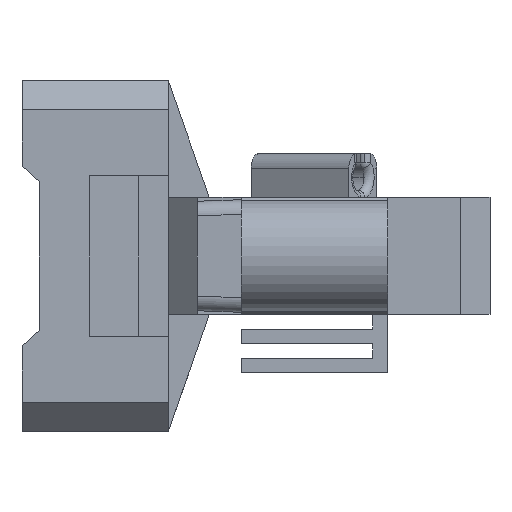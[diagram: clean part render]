
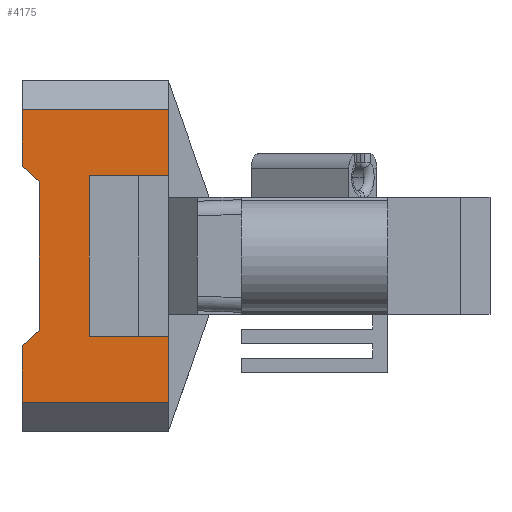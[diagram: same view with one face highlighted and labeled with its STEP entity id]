
A CAD part, left-side view. The second image highlights one B-rep face of the part: STEP entity #4175.
In plain terms, the highlighted planar face has unit normal (-1, 0, 0).
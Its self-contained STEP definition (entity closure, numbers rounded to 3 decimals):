
#68 = VERTEX_POINT ( 'NONE', #1786 ) ;
#106 = CARTESIAN_POINT ( 'NONE',  ( 33.004, 15.598, -2.469 ) ) ;
#109 = CARTESIAN_POINT ( 'NONE',  ( 33.004, 25., 0. ) ) ;
#188 = CARTESIAN_POINT ( 'NONE',  ( 33.004, 17., -5.5 ) ) ;
#269 = VECTOR ( 'NONE', #2235, 1000. ) ;
#287 = LINE ( 'NONE', #3950, #1274 ) ;
#301 = LINE ( 'NONE', #322, #2966 ) ;
#315 = EDGE_CURVE ( 'NONE', #2117, #3553, #4354, .T. ) ;
#322 = CARTESIAN_POINT ( 'NONE',  ( 33.004, 20.412, -4. ) ) ;
#362 = CARTESIAN_POINT ( 'NONE',  ( 33.004, 25., -6.14 ) ) ;
#422 = EDGE_CURVE ( 'NONE', #4661, #2309, #2033, .T. ) ;
#501 = CARTESIAN_POINT ( 'NONE',  ( 33.004, 19.583, -1.179 ) ) ;
#512 = CARTESIAN_POINT ( 'NONE',  ( 33.004, 17., 5.5 ) ) ;
#540 = DIRECTION ( 'NONE',  ( 0., 0., 1. ) ) ;
#757 = LINE ( 'NONE', #106, #2889 ) ;
#768 = ORIENTED_EDGE ( 'NONE', *, *, #2741, .F. ) ;
#795 = CARTESIAN_POINT ( 'NONE',  ( 33.004, 20.412, 5.5 ) ) ;
#1043 = LINE ( 'NONE', #3715, #4973 ) ;
#1081 = LINE ( 'NONE', #4169, #269 ) ;
#1201 = AXIS2_PLACEMENT_3D ( 'NONE', #4351, #3083, #2353 ) ;
#1250 = ORIENTED_EDGE ( 'NONE', *, *, #4132, .T. ) ;
#1273 = DIRECTION ( 'NONE',  ( 0., 0.737, -0.675 ) ) ;
#1274 = VECTOR ( 'NONE', #4502, 1000. ) ;
#1327 = CARTESIAN_POINT ( 'NONE',  ( 33.004, 25., -10. ) ) ;
#1390 = CARTESIAN_POINT ( 'NONE',  ( 33.004, 23.835, -5.073 ) ) ;
#1489 = CARTESIAN_POINT ( 'NONE',  ( 33.004, 20.412, -5.5 ) ) ;
#1548 = FACE_OUTER_BOUND ( 'NONE', #4505, .T. ) ;
#1675 = LINE ( 'NONE', #501, #4240 ) ;
#1676 = VECTOR ( 'NONE', #3297, 1000. ) ;
#1718 = DIRECTION ( 'NONE',  ( 0., 0., -1. ) ) ;
#1764 = CARTESIAN_POINT ( 'NONE',  ( 33.004, 15., -4. ) ) ;
#1784 = VERTEX_POINT ( 'NONE', #4097 ) ;
#1786 = CARTESIAN_POINT ( 'NONE',  ( 33.004, 15., 10. ) ) ;
#1927 = VECTOR ( 'NONE', #2565, 1000. ) ;
#1949 = PLANE ( 'NONE',  #1201 ) ;
#1974 = ORIENTED_EDGE ( 'NONE', *, *, #315, .F. ) ;
#2033 = LINE ( 'NONE', #188, #3488 ) ;
#2117 = VERTEX_POINT ( 'NONE', #1327 ) ;
#2235 = DIRECTION ( 'NONE',  ( 0., 1., 0. ) ) ;
#2299 = ORIENTED_EDGE ( 'NONE', *, *, #4031, .F. ) ;
#2309 = VERTEX_POINT ( 'NONE', #1489 ) ;
#2339 = EDGE_CURVE ( 'NONE', #2309, #2892, #301, .T. ) ;
#2353 = DIRECTION ( 'NONE',  ( 0., 0., 1. ) ) ;
#2410 = VECTOR ( 'NONE', #4292, 1000. ) ;
#2508 = VERTEX_POINT ( 'NONE', #3896 ) ;
#2565 = DIRECTION ( 'NONE',  ( 0., -1., 0. ) ) ;
#2583 = EDGE_CURVE ( 'NONE', #1784, #2508, #757, .T. ) ;
#2592 = LINE ( 'NONE', #3851, #1927 ) ;
#2595 = ORIENTED_EDGE ( 'NONE', *, *, #2583, .T. ) ;
#2690 = EDGE_CURVE ( 'NONE', #4661, #3281, #287, .T. ) ;
#2741 = EDGE_CURVE ( 'NONE', #68, #3185, #3679, .T. ) ;
#2770 = ORIENTED_EDGE ( 'NONE', *, *, #3869, .T. ) ;
#2780 = ORIENTED_EDGE ( 'NONE', *, *, #4470, .T. ) ;
#2813 = ORIENTED_EDGE ( 'NONE', *, *, #2690, .F. ) ;
#2889 = VECTOR ( 'NONE', #3465, 1000. ) ;
#2892 = VERTEX_POINT ( 'NONE', #795 ) ;
#2939 = EDGE_CURVE ( 'NONE', #4669, #3553, #1675, .T. ) ;
#2966 = VECTOR ( 'NONE', #3380, 1000. ) ;
#2998 = CARTESIAN_POINT ( 'NONE',  ( 33.004, 25., 0. ) ) ;
#3043 = VERTEX_POINT ( 'NONE', #4685 ) ;
#3083 = DIRECTION ( 'NONE',  ( -1., 0., 0. ) ) ;
#3185 = VERTEX_POINT ( 'NONE', #3743 ) ;
#3190 = DIRECTION ( 'NONE',  ( 0., 1., 0. ) ) ;
#3281 = VERTEX_POINT ( 'NONE', #4185 ) ;
#3297 = DIRECTION ( 'NONE',  ( 0., 0., -1. ) ) ;
#3342 = VECTOR ( 'NONE', #540, 1000. ) ;
#3374 = LINE ( 'NONE', #2998, #4103 ) ;
#3380 = DIRECTION ( 'NONE',  ( 0., 0., 1. ) ) ;
#3465 = DIRECTION ( 'NONE',  ( 0., -0.737, -0.675 ) ) ;
#3488 = VECTOR ( 'NONE', #3190, 1000. ) ;
#3553 = VERTEX_POINT ( 'NONE', #362 ) ;
#3679 = LINE ( 'NONE', #1764, #1676 ) ;
#3715 = CARTESIAN_POINT ( 'NONE',  ( 33.004, 23.835, -4. ) ) ;
#3743 = CARTESIAN_POINT ( 'NONE',  ( 33.004, 15., 5.5 ) ) ;
#3774 = ORIENTED_EDGE ( 'NONE', *, *, #422, .T. ) ;
#3851 = CARTESIAN_POINT ( 'NONE',  ( 33.004, 17., -10. ) ) ;
#3869 = EDGE_CURVE ( 'NONE', #2508, #4669, #1043, .T. ) ;
#3896 = CARTESIAN_POINT ( 'NONE',  ( 33.004, 23.835, 5.073 ) ) ;
#3918 = LINE ( 'NONE', #512, #2410 ) ;
#3950 = CARTESIAN_POINT ( 'NONE',  ( 33.004, 15., -4. ) ) ;
#3965 = ORIENTED_EDGE ( 'NONE', *, *, #4859, .T. ) ;
#4014 = ORIENTED_EDGE ( 'NONE', *, *, #2339, .T. ) ;
#4031 = EDGE_CURVE ( 'NONE', #1784, #3043, #3374, .T. ) ;
#4097 = CARTESIAN_POINT ( 'NONE',  ( 33.004, 25., 6.14 ) ) ;
#4103 = VECTOR ( 'NONE', #4177, 1000. ) ;
#4132 = EDGE_CURVE ( 'NONE', #2892, #3185, #3918, .T. ) ;
#4169 = CARTESIAN_POINT ( 'NONE',  ( 33.004, 17., 10. ) ) ;
#4175 = ADVANCED_FACE ( 'NONE', ( #1548 ), #1949, .T. ) ;
#4177 = DIRECTION ( 'NONE',  ( 0., 0., 1. ) ) ;
#4185 = CARTESIAN_POINT ( 'NONE',  ( 33.004, 15., -10. ) ) ;
#4240 = VECTOR ( 'NONE', #1273, 1000. ) ;
#4292 = DIRECTION ( 'NONE',  ( 0., -1., 0. ) ) ;
#4351 = CARTESIAN_POINT ( 'NONE',  ( 33.004, 17., -4. ) ) ;
#4354 = LINE ( 'NONE', #109, #3342 ) ;
#4386 = ORIENTED_EDGE ( 'NONE', *, *, #2939, .T. ) ;
#4470 = EDGE_CURVE ( 'NONE', #68, #3043, #1081, .T. ) ;
#4502 = DIRECTION ( 'NONE',  ( 0., 0., -1. ) ) ;
#4505 = EDGE_LOOP ( 'NONE', ( #2299, #2595, #2770, #4386, #1974, #3965, #2813, #3774, #4014, #1250, #768, #2780 ) ) ;
#4661 = VERTEX_POINT ( 'NONE', #4753 ) ;
#4669 = VERTEX_POINT ( 'NONE', #1390 ) ;
#4685 = CARTESIAN_POINT ( 'NONE',  ( 33.004, 25., 10. ) ) ;
#4753 = CARTESIAN_POINT ( 'NONE',  ( 33.004, 15., -5.5 ) ) ;
#4859 = EDGE_CURVE ( 'NONE', #2117, #3281, #2592, .T. ) ;
#4973 = VECTOR ( 'NONE', #1718, 1000. ) ;
